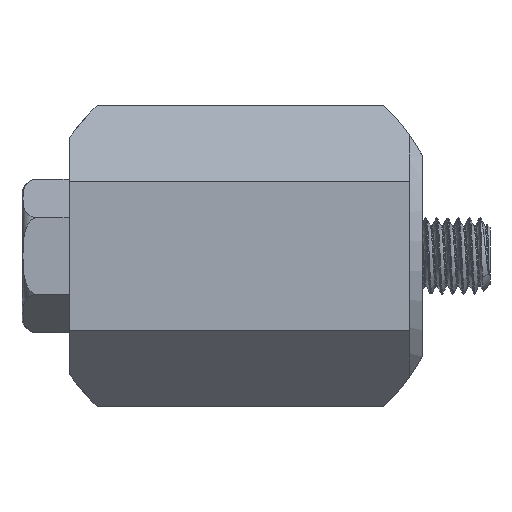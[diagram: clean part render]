
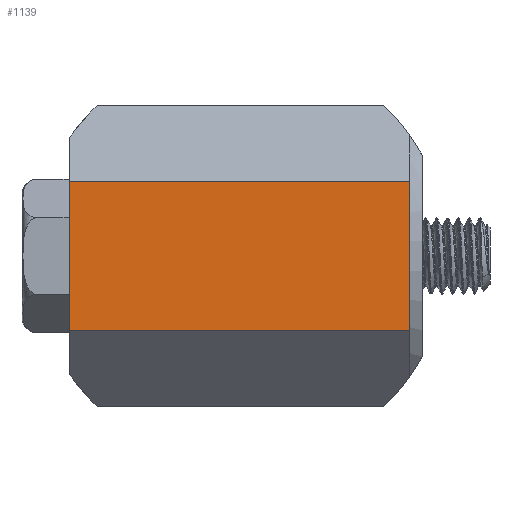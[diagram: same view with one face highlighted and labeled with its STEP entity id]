
A CAD part, left-side view. The second image highlights one B-rep face of the part: STEP entity #1139.
In plain terms, the highlighted face is planar.
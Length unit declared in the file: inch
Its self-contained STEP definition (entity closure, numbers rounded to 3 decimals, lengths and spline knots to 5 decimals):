
#97=PLANE('',#1298);
#178=FACE_OUTER_BOUND('',#267,.T.);
#267=EDGE_LOOP('',(#871,#872,#873,#874));
#351=LINE('',#1789,#415);
#354=LINE('',#1823,#418);
#355=LINE('',#1824,#419);
#356=LINE('',#1825,#420);
#415=VECTOR('',#1490,0.3937);
#418=VECTOR('',#1525,0.3937);
#419=VECTOR('',#1526,0.3937);
#420=VECTOR('',#1527,0.3937);
#532=VERTEX_POINT('',#1786);
#533=VERTEX_POINT('',#1788);
#544=VERTEX_POINT('',#1821);
#545=VERTEX_POINT('',#1822);
#653=EDGE_CURVE('',#532,#533,#351,.T.);
#665=EDGE_CURVE('',#544,#545,#354,.T.);
#666=EDGE_CURVE('',#533,#545,#355,.T.);
#667=EDGE_CURVE('',#544,#532,#356,.T.);
#871=ORIENTED_EDGE('',*,*,#665,.T.);
#872=ORIENTED_EDGE('',*,*,#666,.F.);
#873=ORIENTED_EDGE('',*,*,#653,.F.);
#874=ORIENTED_EDGE('',*,*,#667,.F.);
#1139=ADVANCED_FACE('',(#178),#97,.T.);
#1298=AXIS2_PLACEMENT_3D('',#1820,#1523,#1524);
#1490=DIRECTION('',(1.,0.,0.));
#1523=DIRECTION('center_axis',(0.,0.,1.));
#1524=DIRECTION('ref_axis',(1.,0.,0.));
#1525=DIRECTION('',(1.,0.,0.));
#1526=DIRECTION('',(0.,-1.,0.));
#1527=DIRECTION('',(0.,1.,0.));
#1786=CARTESIAN_POINT('',(-0.245,1.16,0.669));
#1788=CARTESIAN_POINT('',(0.245,1.16,0.669));
#1789=CARTESIAN_POINT('',(0.495,1.16,0.669));
#1820=CARTESIAN_POINT('Origin',(-0.495,0.,0.669));
#1821=CARTESIAN_POINT('',(-0.245,0.04,0.669));
#1822=CARTESIAN_POINT('',(0.245,0.04,0.669));
#1823=CARTESIAN_POINT('',(-0.2475,0.04,0.669));
#1824=CARTESIAN_POINT('',(0.245,0.,0.669));
#1825=CARTESIAN_POINT('',(-0.245,0.,0.669));
